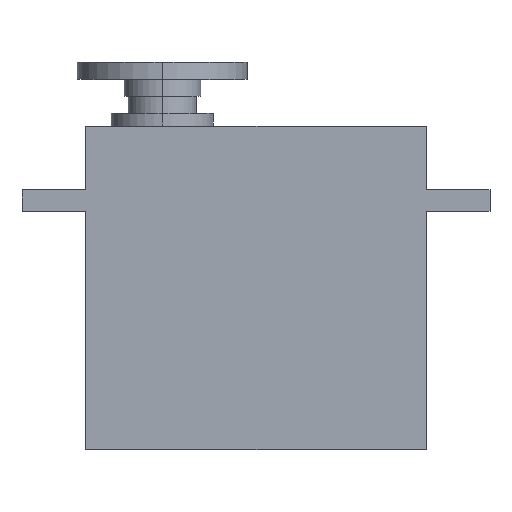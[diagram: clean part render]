
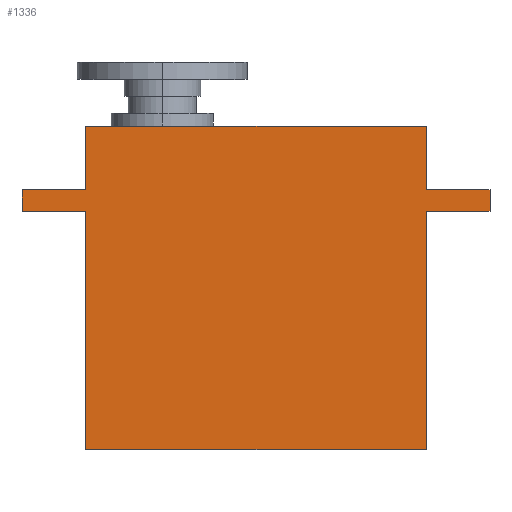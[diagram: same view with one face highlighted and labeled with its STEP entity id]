
A CAD part, top view. The second image highlights one B-rep face of the part: STEP entity #1336.
In plain terms, the highlighted planar face has unit normal (0, 0, 1).
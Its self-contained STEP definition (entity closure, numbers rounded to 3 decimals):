
#1 = LINE ( 'NONE', #1027, #1039 ) ;
#3 = VERTEX_POINT ( 'NONE', #86 ) ;
#20 = VERTEX_POINT ( 'NONE', #739 ) ;
#26 = LINE ( 'NONE', #45, #1065 ) ;
#45 = CARTESIAN_POINT ( 'NONE',  ( 27.5, 30.5, 10. ) ) ;
#49 = ORIENTED_EDGE ( 'NONE', *, *, #1269, .F. ) ;
#81 = DIRECTION ( 'NONE',  ( 0., -1., 0. ) ) ;
#86 = CARTESIAN_POINT ( 'NONE',  ( 20., 30.5, 10. ) ) ;
#106 = CARTESIAN_POINT ( 'NONE',  ( -20., 0., 10. ) ) ;
#134 = ORIENTED_EDGE ( 'NONE', *, *, #1315, .F. ) ;
#139 = EDGE_CURVE ( 'NONE', #639, #686, #1134, .T. ) ;
#154 = VECTOR ( 'NONE', #1123, 1000. ) ;
#158 = CARTESIAN_POINT ( 'NONE',  ( -20., 0., 10. ) ) ;
#192 = FACE_OUTER_BOUND ( 'NONE', #1623, .T. ) ;
#193 = CARTESIAN_POINT ( 'NONE',  ( -27.5, 30.5, 10. ) ) ;
#195 = EDGE_CURVE ( 'NONE', #347, #3, #573, .T. ) ;
#213 = CARTESIAN_POINT ( 'NONE',  ( 27.5, 30.5, 10. ) ) ;
#260 = ORIENTED_EDGE ( 'NONE', *, *, #1328, .T. ) ;
#267 = EDGE_CURVE ( 'NONE', #467, #3, #1366, .T. ) ;
#302 = VECTOR ( 'NONE', #787, 1000. ) ;
#313 = DIRECTION ( 'NONE',  ( -1., 0., 0. ) ) ;
#322 = CARTESIAN_POINT ( 'NONE',  ( -27.5, 28., 10. ) ) ;
#347 = VERTEX_POINT ( 'NONE', #213 ) ;
#374 = LINE ( 'NONE', #520, #1458 ) ;
#389 = CARTESIAN_POINT ( 'NONE',  ( 27.5, 28., 10. ) ) ;
#414 = CARTESIAN_POINT ( 'NONE',  ( -27.5, 30.5, 10. ) ) ;
#424 = VECTOR ( 'NONE', #1425, 1000. ) ;
#467 = VERTEX_POINT ( 'NONE', #1266 ) ;
#489 = DIRECTION ( 'NONE',  ( 0., -1., 0. ) ) ;
#520 = CARTESIAN_POINT ( 'NONE',  ( -27.5, 30.5, 10. ) ) ;
#525 = ORIENTED_EDGE ( 'NONE', *, *, #1641, .F. ) ;
#573 = LINE ( 'NONE', #1435, #302 ) ;
#635 = VERTEX_POINT ( 'NONE', #744 ) ;
#639 = VERTEX_POINT ( 'NONE', #1422 ) ;
#649 = ORIENTED_EDGE ( 'NONE', *, *, #195, .T. ) ;
#658 = VECTOR ( 'NONE', #1377, 1000. ) ;
#686 = VERTEX_POINT ( 'NONE', #1042 ) ;
#700 = VECTOR ( 'NONE', #1390, 1000. ) ;
#732 = CARTESIAN_POINT ( 'NONE',  ( -20., 38., 10. ) ) ;
#739 = CARTESIAN_POINT ( 'NONE',  ( -20., 28., 10. ) ) ;
#744 = CARTESIAN_POINT ( 'NONE',  ( 20., 0., 10. ) ) ;
#752 = DIRECTION ( 'NONE',  ( 1., 0., 0. ) ) ;
#765 = DIRECTION ( 'NONE',  ( 0., -1., 0. ) ) ;
#768 = LINE ( 'NONE', #732, #424 ) ;
#778 = LINE ( 'NONE', #414, #154 ) ;
#780 = VECTOR ( 'NONE', #1511, 1000. ) ;
#787 = DIRECTION ( 'NONE',  ( -1., 0., 0. ) ) ;
#837 = CARTESIAN_POINT ( 'NONE',  ( -20., 30.5, 10. ) ) ;
#847 = LINE ( 'NONE', #322, #658 ) ;
#852 = VERTEX_POINT ( 'NONE', #158 ) ;
#856 = CARTESIAN_POINT ( 'NONE',  ( 20., 38., 10. ) ) ;
#900 = CARTESIAN_POINT ( 'NONE',  ( -20., 38., 10. ) ) ;
#921 = ORIENTED_EDGE ( 'NONE', *, *, #1014, .F. ) ;
#953 = DIRECTION ( 'NONE',  ( 0., 0., -1. ) ) ;
#961 = EDGE_CURVE ( 'NONE', #20, #852, #768, .T. ) ;
#1009 = CARTESIAN_POINT ( 'NONE',  ( -27.5, 28., 10. ) ) ;
#1014 = EDGE_CURVE ( 'NONE', #686, #635, #1, .T. ) ;
#1027 = CARTESIAN_POINT ( 'NONE',  ( 20., 38., 10. ) ) ;
#1039 = VECTOR ( 'NONE', #1412, 1000. ) ;
#1042 = CARTESIAN_POINT ( 'NONE',  ( 20., 28., 10. ) ) ;
#1044 = ORIENTED_EDGE ( 'NONE', *, *, #267, .F. ) ;
#1050 = DIRECTION ( 'NONE',  ( 0., -1., 0. ) ) ;
#1053 = ORIENTED_EDGE ( 'NONE', *, *, #1207, .T. ) ;
#1054 = LINE ( 'NONE', #1168, #1086 ) ;
#1060 = VECTOR ( 'NONE', #81, 1000. ) ;
#1065 = VECTOR ( 'NONE', #1050, 1000. ) ;
#1077 = PLANE ( 'NONE',  #1582 ) ;
#1086 = VECTOR ( 'NONE', #765, 1000. ) ;
#1095 = EDGE_CURVE ( 'NONE', #1467, #1365, #1054, .T. ) ;
#1123 = DIRECTION ( 'NONE',  ( 1., 0., 0. ) ) ;
#1134 = LINE ( 'NONE', #389, #780 ) ;
#1168 = CARTESIAN_POINT ( 'NONE',  ( -20., 38., 10. ) ) ;
#1207 = EDGE_CURVE ( 'NONE', #1368, #1597, #374, .T. ) ;
#1209 = ORIENTED_EDGE ( 'NONE', *, *, #1095, .T. ) ;
#1218 = ORIENTED_EDGE ( 'NONE', *, *, #139, .F. ) ;
#1242 = ORIENTED_EDGE ( 'NONE', *, *, #1267, .T. ) ;
#1265 = LINE ( 'NONE', #106, #1357 ) ;
#1266 = CARTESIAN_POINT ( 'NONE',  ( 20., 38., 10. ) ) ;
#1267 = EDGE_CURVE ( 'NONE', #852, #635, #1265, .T. ) ;
#1269 = EDGE_CURVE ( 'NONE', #1368, #1365, #778, .T. ) ;
#1270 = ORIENTED_EDGE ( 'NONE', *, *, #961, .T. ) ;
#1315 = EDGE_CURVE ( 'NONE', #347, #639, #26, .T. ) ;
#1328 = EDGE_CURVE ( 'NONE', #1597, #20, #847, .T. ) ;
#1335 = CARTESIAN_POINT ( 'NONE',  ( -20., 38., 10. ) ) ;
#1336 = ADVANCED_FACE ( 'NONE', ( #192 ), #1077, .F. ) ;
#1357 = VECTOR ( 'NONE', #752, 1000. ) ;
#1365 = VERTEX_POINT ( 'NONE', #837 ) ;
#1366 = LINE ( 'NONE', #856, #1060 ) ;
#1368 = VERTEX_POINT ( 'NONE', #193 ) ;
#1377 = DIRECTION ( 'NONE',  ( 1., 0., 0. ) ) ;
#1390 = DIRECTION ( 'NONE',  ( 1., 0., 0. ) ) ;
#1412 = DIRECTION ( 'NONE',  ( 0., -1., 0. ) ) ;
#1422 = CARTESIAN_POINT ( 'NONE',  ( 27.5, 28., 10. ) ) ;
#1425 = DIRECTION ( 'NONE',  ( 0., -1., 0. ) ) ;
#1435 = CARTESIAN_POINT ( 'NONE',  ( 27.5, 30.5, 10. ) ) ;
#1458 = VECTOR ( 'NONE', #489, 1000. ) ;
#1467 = VERTEX_POINT ( 'NONE', #1335 ) ;
#1511 = DIRECTION ( 'NONE',  ( -1., 0., 0. ) ) ;
#1574 = CARTESIAN_POINT ( 'NONE',  ( -20., 38., 10. ) ) ;
#1582 = AXIS2_PLACEMENT_3D ( 'NONE', #1574, #953, #313 ) ;
#1597 = VERTEX_POINT ( 'NONE', #1009 ) ;
#1623 = EDGE_LOOP ( 'NONE', ( #1242, #921, #1218, #134, #649, #1044, #525, #1209, #49, #1053, #260, #1270 ) ) ;
#1635 = LINE ( 'NONE', #900, #700 ) ;
#1641 = EDGE_CURVE ( 'NONE', #1467, #467, #1635, .T. ) ;
